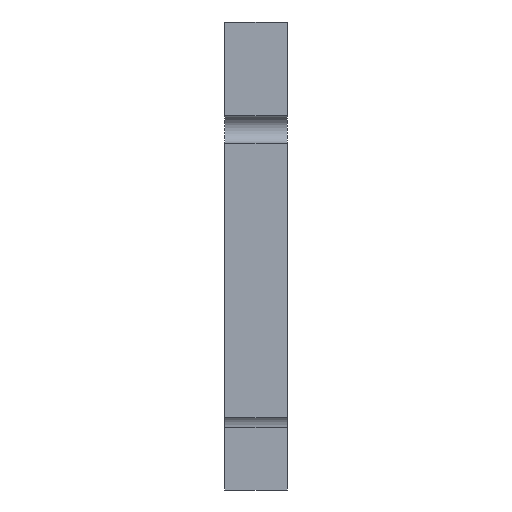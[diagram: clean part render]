
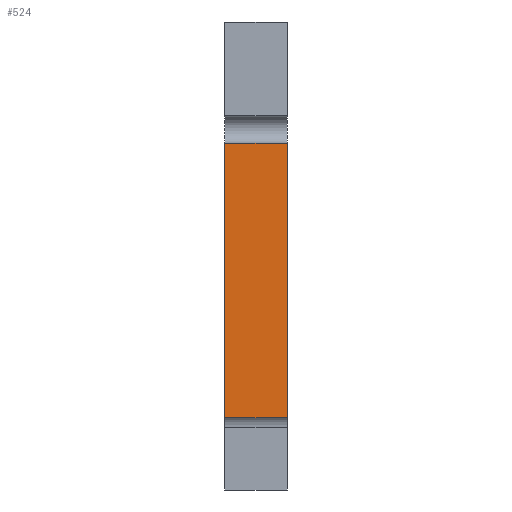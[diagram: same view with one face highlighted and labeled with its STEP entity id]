
A CAD part, front view. The second image highlights one B-rep face of the part: STEP entity #524.
In plain terms, the highlighted planar face has unit normal (0, -1, 0).
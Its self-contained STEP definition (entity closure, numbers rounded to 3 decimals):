
#348=CARTESIAN_POINT('Vertex',(-9.,-1093.,32.5)) ;
#351=CARTESIAN_POINT('Line Origine',(0.,-1093.,32.5)) ;
#355=CARTESIAN_POINT('Vertex',(9.,-1093.,32.5)) ;
#494=CARTESIAN_POINT('Axis2P3D Location',(0.,-1093.,-67.5)) ;
#499=CARTESIAN_POINT('Line Origine',(0.,-1093.,-46.602)) ;
#503=CARTESIAN_POINT('Vertex',(-9.,-1093.,-46.602)) ;
#505=CARTESIAN_POINT('Vertex',(9.,-1093.,-46.602)) ;
#508=CARTESIAN_POINT('Line Origine',(9.,-1093.,-7.051)) ;
#513=CARTESIAN_POINT('Line Origine',(-9.,-1093.,-7.051)) ;
#352=DIRECTION('Vector Direction',(1.,0.,0.)) ;
#495=DIRECTION('Axis2P3D Direction',(0.,1.,0.)) ;
#496=DIRECTION('Axis2P3D XDirection',(0.,0.,1.)) ;
#500=DIRECTION('Vector Direction',(1.,0.,0.)) ;
#509=DIRECTION('Vector Direction',(0.,0.,1.)) ;
#514=DIRECTION('Vector Direction',(0.,0.,1.)) ;
#497=AXIS2_PLACEMENT_3D('Plane Axis2P3D',#494,#495,#496) ;
#519=ORIENTED_EDGE('',*,*,#507,.T.) ;
#520=ORIENTED_EDGE('',*,*,#512,.F.) ;
#521=ORIENTED_EDGE('',*,*,#357,.F.) ;
#522=ORIENTED_EDGE('',*,*,#517,.T.) ;
#353=VECTOR('Line Direction',#352,1.) ;
#501=VECTOR('Line Direction',#500,1.) ;
#510=VECTOR('Line Direction',#509,1.) ;
#515=VECTOR('Line Direction',#514,1.) ;
#524=ADVANCED_FACE('Corps principal',(#523),#498,.F.) ;
#357=EDGE_CURVE('',#349,#356,#354,.T.) ;
#507=EDGE_CURVE('',#504,#506,#502,.T.) ;
#512=EDGE_CURVE('',#356,#506,#511,.F.) ;
#517=EDGE_CURVE('',#349,#504,#516,.F.) ;
#518=EDGE_LOOP('',(#519,#520,#521,#522)) ;
#523=FACE_OUTER_BOUND('',#518,.T.) ;
#354=LINE('Line',#351,#353) ;
#502=LINE('Line',#499,#501) ;
#511=LINE('Line',#508,#510) ;
#516=LINE('Line',#513,#515) ;
#498=PLANE('Plane',#497) ;
#349=VERTEX_POINT('',#348) ;
#356=VERTEX_POINT('',#355) ;
#504=VERTEX_POINT('',#503) ;
#506=VERTEX_POINT('',#505) ;
